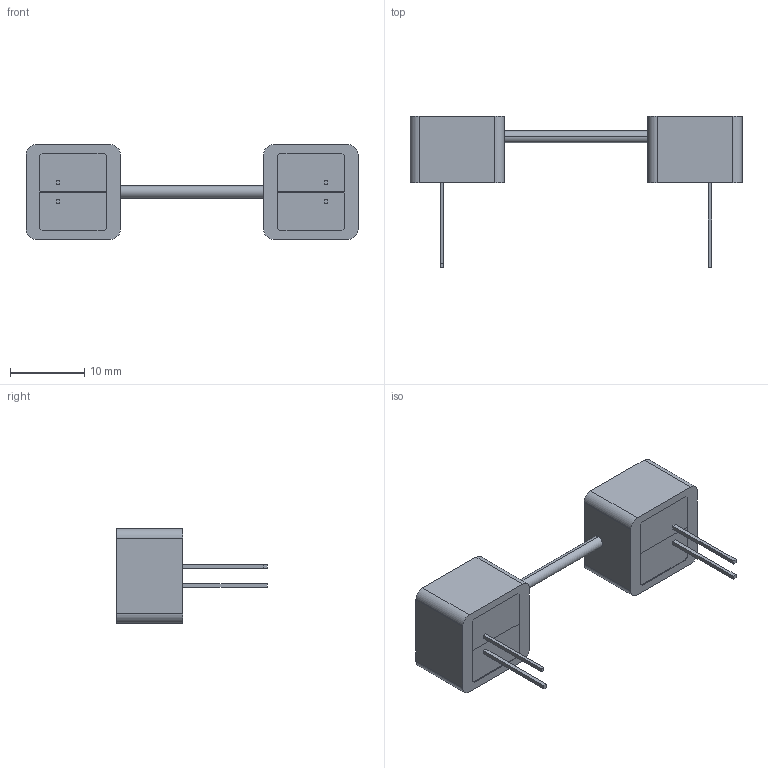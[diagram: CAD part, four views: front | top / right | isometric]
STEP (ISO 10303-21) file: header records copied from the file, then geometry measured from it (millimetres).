
FILE_DESCRIPTION (( 'STEP AP214' ), '1' );
FILE_NAME ('OPI1280-032.STEP', '2019-10-21T15:11:08', ( '' ), ( '' ), 'SwSTEP 2.0', 'SolidWorks 2018', '' );
FILE_SCHEMA (( 'AUTOMOTIVE_DESIGN' ));
Length unit declared in the file: inch
Products named in the file (1): OPI1280-032
Bounding box: 44.7 x 20.32 x 12.7 mm (x, y, z)
Volume: 2871 mm3; surface area: 1701.2 mm2
Topology: 1 solids, 1 shells, 68 faces, 174 edges, 116 vertices
Faces by surface type: plane 58, cylinder 10
Entity records: 2676 total; most frequent: CARTESIAN_POINT 359, ORIENTED_EDGE 348, DIRECTION 332, EDGE_CURVE 174, VECTOR 154, LINE 154, VERTEX_POINT 116, AXIS2_PLACEMENT_3D 89
